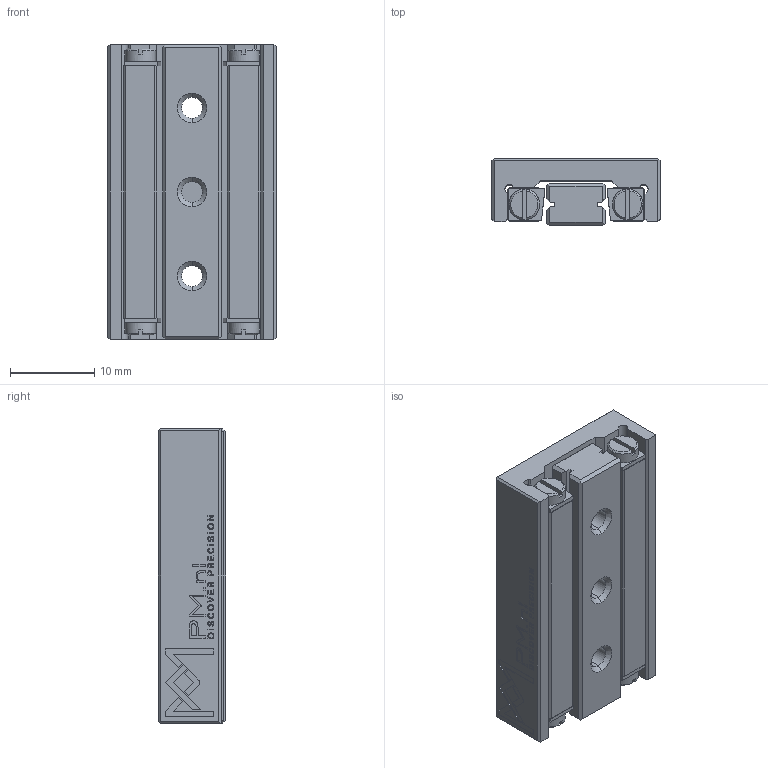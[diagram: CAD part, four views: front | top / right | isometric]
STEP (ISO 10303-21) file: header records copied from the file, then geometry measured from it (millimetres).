
FILE_DESCRIPTION(/* description */ (''),/* implementation_level */ '2;1');
FILE_NAME(/* name */ 'RTS-1535.stp',/* time_stamp */ '2024-10-04T08:05:18+02:00',/* author */ (''),/* organization */ (''),/* preprocessor_version */ 'ST-DEVELOPER v16.7',/* originating_system */ 'SIEMENS PLM Software NX 12.0',/* authorisation */ '');
FILE_SCHEMA (('AUTOMOTIVE_DESIGN { 1 0 10303 214 3 1 1 1 }'));
Length unit declared in the file: millimetre
Products named in the file (1): RTS-1535_stp
Bounding box: 20 x 8 x 35 mm (x, y, z)
Volume: 4562.8 mm3; surface area: 4521.5 mm2
Topology: 2 solids, 2 shells, 891 faces, 2351 edges, 1540 vertices
Faces by surface type: plane 592, bspline 180, cylinder 53, cone 48, torus 18
Entity records: 34339 total; most frequent: CARTESIAN_POINT 7795, ORIENTED_EDGE 4702, DIRECTION 3589, EDGE_CURVE 2351, LINE 1713, VECTOR 1713, VERTEX_POINT 1540, EDGE_LOOP 987
